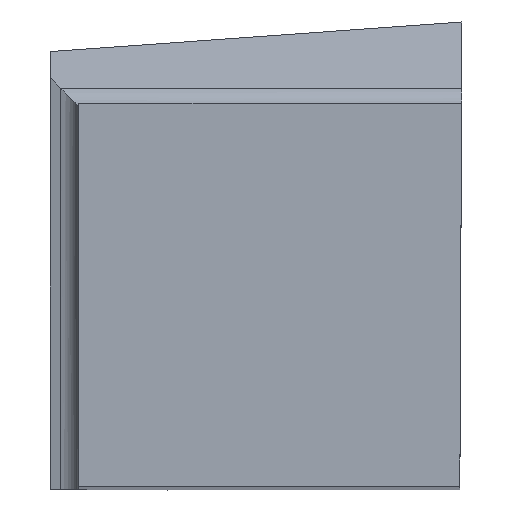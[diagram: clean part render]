
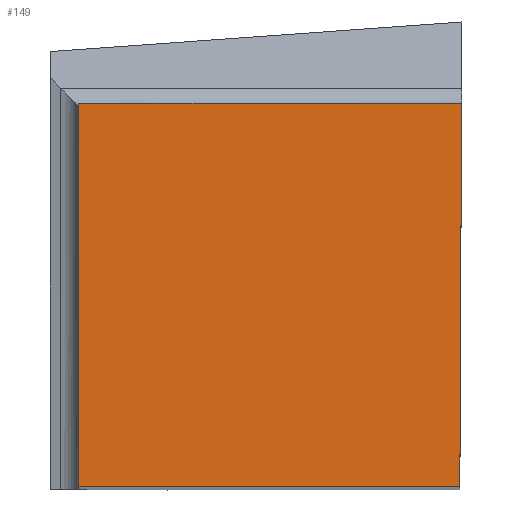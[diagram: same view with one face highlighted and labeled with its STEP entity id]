
A CAD part, top view. The second image highlights one B-rep face of the part: STEP entity #149.
In plain terms, the highlighted planar face has unit normal (0, 0, 1).
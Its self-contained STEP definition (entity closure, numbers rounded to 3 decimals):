
#118=FACE_OUTER_BOUND('',#335,.T.);
#149=ADVANCED_FACE('SHANK_FACE_BACK',(#118),#177,.F.);
#177=PLANE('',#758);
#220=LINE('',#1133,#279);
#221=LINE('',#1136,#280);
#222=LINE('',#1138,#281);
#223=LINE('',#1140,#282);
#279=VECTOR('',#881,1.);
#280=VECTOR('',#882,1.);
#281=VECTOR('',#883,1.);
#282=VECTOR('',#884,1.);
#335=EDGE_LOOP('',(#424,#425,#426,#427));
#424=ORIENTED_EDGE('',*,*,#610,.F.);
#425=ORIENTED_EDGE('',*,*,#611,.T.);
#426=ORIENTED_EDGE('',*,*,#612,.T.);
#427=ORIENTED_EDGE('',*,*,#613,.F.);
#546=VERTEX_POINT('',#1134);
#547=VERTEX_POINT('',#1135);
#548=VERTEX_POINT('',#1137);
#549=VERTEX_POINT('',#1139);
#610=EDGE_CURVE('',#546,#547,#220,.T.);
#611=EDGE_CURVE('',#546,#548,#221,.T.);
#612=EDGE_CURVE('',#548,#549,#222,.T.);
#613=EDGE_CURVE('',#547,#549,#223,.T.);
#758=AXIS2_PLACEMENT_3D('',#1141,#885,#886);
#881=DIRECTION('',(0.,1.,0.));
#882=DIRECTION('',(1.,0.,0.));
#883=DIRECTION('',(0.004,1.,0.));
#884=DIRECTION('',(1.,0.,0.));
#885=DIRECTION('',(0.,0.,-1.));
#886=DIRECTION('',(-0.997,-0.074,0.));
#1133=CARTESIAN_POINT('',(-24.875,-6.744,0.));
#1134=CARTESIAN_POINT('',(-24.875,0.,0.));
#1135=CARTESIAN_POINT('',(-24.875,24.875,0.));
#1136=CARTESIAN_POINT('',(-33.112,0.,0.));
#1137=CARTESIAN_POINT('',(-0.109,0.,0.));
#1138=CARTESIAN_POINT('',(-0.808,-160.194,0.));
#1139=CARTESIAN_POINT('',(0.,24.875,0.));
#1140=CARTESIAN_POINT('',(-33.112,24.875,0.));
#1141=CARTESIAN_POINT('',(0.,0.,
0.));
